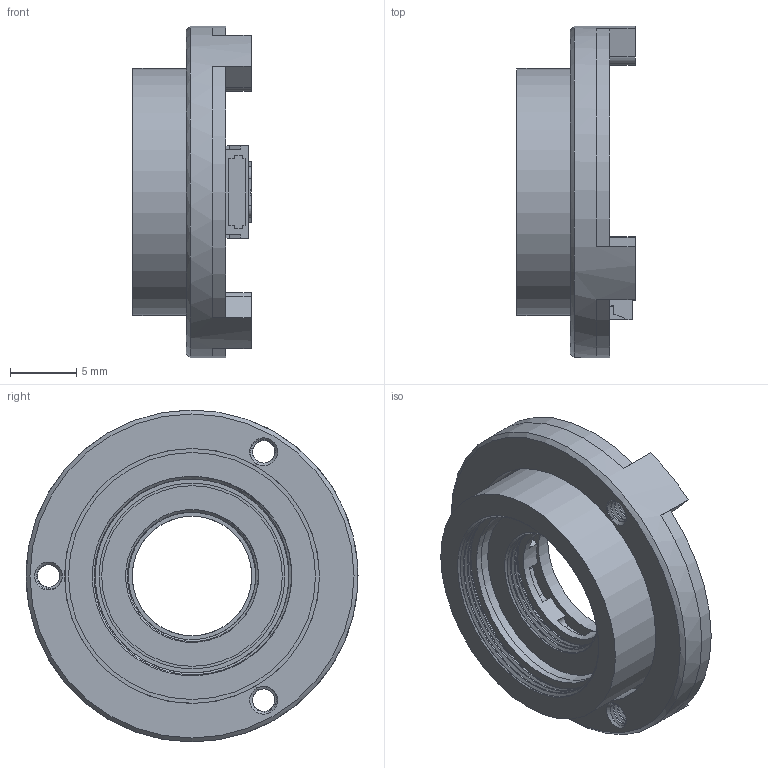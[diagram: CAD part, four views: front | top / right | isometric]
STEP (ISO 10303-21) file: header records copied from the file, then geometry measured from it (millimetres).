
FILE_DESCRIPTION (( 'STEP AP214' ), '1' );
FILE_NAME ('DPT-10-15-25H.step', '2024-12-08T15:47:44', ( '' ), ( '' ), 'SwSTEP 2.0', 'SolidWorks 2022', '' );
FILE_SCHEMA (( 'AUTOMOTIVE_DESIGN' ));
Length unit declared in the file: millimetre
Products named in the file (1): DPT-10-15-25H
Bounding box: 8.9 x 25 x 25 mm (x, y, z)
Volume: 1644.6 mm3; surface area: 3481.5 mm2
Topology: 9 solids, 9 shells, 541 faces, 1450 edges, 961 vertices
Faces by surface type: plane 283, bspline 166, cylinder 81, cone 11
Full cylindrical faces by diameter (mm): 9 x1, 9.8 x1, 10.2 x1, 11.2 x3, 12.8 x3, 13.6 x1, 14 x1, 14.2 x1, 15.2 x1, 16.2 x3, 17.8 x3, 18.6 x1, 19.2 x1, 25 x1
Entity records: 26593 total; most frequent: CARTESIAN_POINT 10844, ORIENTED_EDGE 2814, DIRECTION 2003, EDGE_CURVE 1407, VERTEX_POINT 949, VECTOR 847, LINE 847, EDGE_LOOP 628
